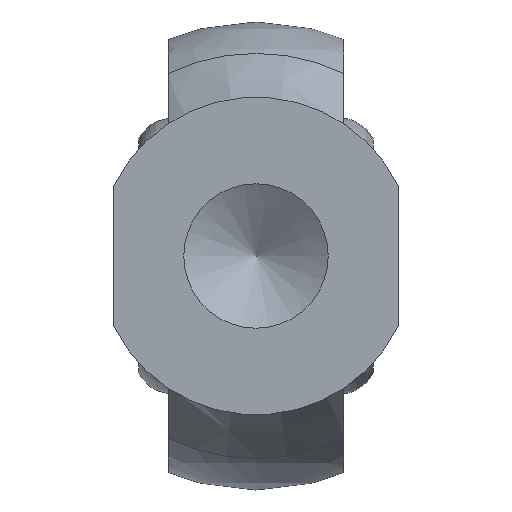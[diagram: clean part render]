
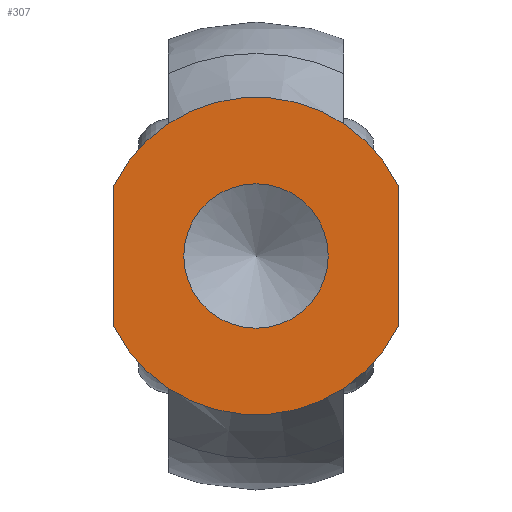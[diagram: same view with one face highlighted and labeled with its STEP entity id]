
A CAD part, front view. The second image highlights one B-rep face of the part: STEP entity #307.
In plain terms, the highlighted planar face has unit normal (0, -1, 0).
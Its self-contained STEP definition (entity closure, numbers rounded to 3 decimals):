
#24=LINE('',#514,#32);
#27=LINE('',#525,#35);
#32=VECTOR('',#408,8.485);
#35=VECTOR('',#413,8.485);
#53=PLANE('',#342);
#62=FACE_BOUND('',#108,.T.);
#79=FACE_OUTER_BOUND('',#107,.T.);
#107=EDGE_LOOP('',(#232,#233,#234,#235));
#108=EDGE_LOOP('',(#236));
#127=CIRCLE('',#335,4.324);
#128=CIRCLE('',#343,9.5);
#129=CIRCLE('',#344,9.5);
#152=VERTEX_POINT('',#501);
#155=VERTEX_POINT('',#511);
#156=VERTEX_POINT('',#513);
#159=VERTEX_POINT('',#522);
#160=VERTEX_POINT('',#524);
#177=EDGE_CURVE('',#152,#152,#127,.T.);
#181=EDGE_CURVE('',#156,#155,#24,.T.);
#185=EDGE_CURVE('',#160,#159,#27,.T.);
#188=EDGE_CURVE('',#155,#160,#128,.T.);
#189=EDGE_CURVE('',#159,#156,#129,.T.);
#232=ORIENTED_EDGE('',*,*,#181,.T.);
#233=ORIENTED_EDGE('',*,*,#188,.T.);
#234=ORIENTED_EDGE('',*,*,#185,.T.);
#235=ORIENTED_EDGE('',*,*,#189,.T.);
#236=ORIENTED_EDGE('',*,*,#177,.T.);
#307=ADVANCED_FACE('',(#79,#62),#53,.T.);
#335=AXIS2_PLACEMENT_3D('',#502,#399,#400);
#342=AXIS2_PLACEMENT_3D('',#529,#419,#420);
#343=AXIS2_PLACEMENT_3D('',#530,#421,#422);
#344=AXIS2_PLACEMENT_3D('',#531,#423,#424);
#399=DIRECTION('center_axis',(0.,1.,0.));
#400=DIRECTION('ref_axis',(1.,0.,0.));
#408=DIRECTION('',(0.,0.,-1.));
#413=DIRECTION('',(0.,0.,1.));
#419=DIRECTION('center_axis',(0.,-1.,0.));
#420=DIRECTION('ref_axis',(0.,0.,-1.));
#421=DIRECTION('center_axis',(0.,-1.,0.));
#422=DIRECTION('ref_axis',(1.,0.,0.));
#423=DIRECTION('center_axis',(0.,-1.,0.));
#424=DIRECTION('ref_axis',(1.,0.,0.));
#501=CARTESIAN_POINT('',(4.324,0.,0.));
#502=CARTESIAN_POINT('Origin',(0.,0.,0.));
#511=CARTESIAN_POINT('',(-8.5,0.,-4.243));
#513=CARTESIAN_POINT('',(-8.5,0.,4.243));
#514=CARTESIAN_POINT('',(-8.5,0.,8.));
#522=CARTESIAN_POINT('',(8.5,0.,4.243));
#524=CARTESIAN_POINT('',(8.5,0.,-4.243));
#525=CARTESIAN_POINT('',(8.5,0.,8.));
#529=CARTESIAN_POINT('Origin',(4.75,0.,0.));
#530=CARTESIAN_POINT('Origin',(0.,0.,0.));
#531=CARTESIAN_POINT('Origin',(0.,0.,0.));
